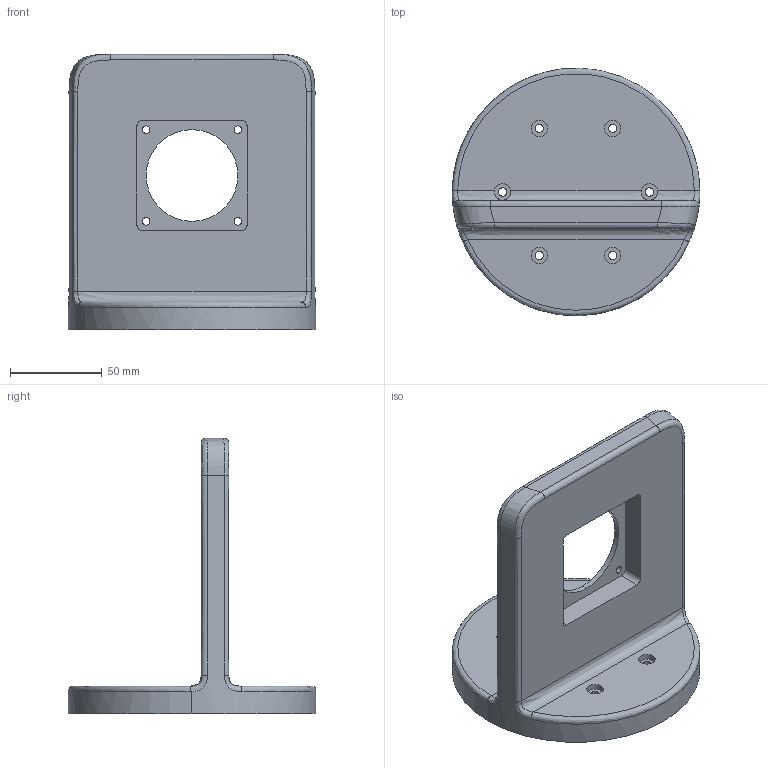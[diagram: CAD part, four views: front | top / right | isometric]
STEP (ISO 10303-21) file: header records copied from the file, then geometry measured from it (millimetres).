
FILE_DESCRIPTION (( 'STEP AP214' ), '1' );
FILE_NAME ('主軸加工.', '2024-02-29T12:43:39', ( '' ), ( '' ), 'SwSTEP 2.0', 'SolidWorks 2022', '' );
FILE_SCHEMA (( 'AUTOMOTIVE_DESIGN' ));
Length unit declared in the file: millimetre
Products named in the file (1): ･Dｶb･[､u｢D[_u｢FD[_u
Bounding box: 135 x 135 x 150 mm (x, y, z)
Volume: 427201.5 mm3; surface area: 74827.4 mm2
Topology: 1 solids, 1 shells, 101 faces, 254 edges, 154 vertices
Faces by surface type: cylinder 52, bspline 20, plane 17, cone 12
Entity records: 5874 total; most frequent: CARTESIAN_POINT 3326, ORIENTED_EDGE 484, DIRECTION 440, EDGE_CURVE 242, AXIS2_PLACEMENT_3D 182, VERTEX_POINT 154, EDGE_LOOP 134, ADVANCED_FACE 101
